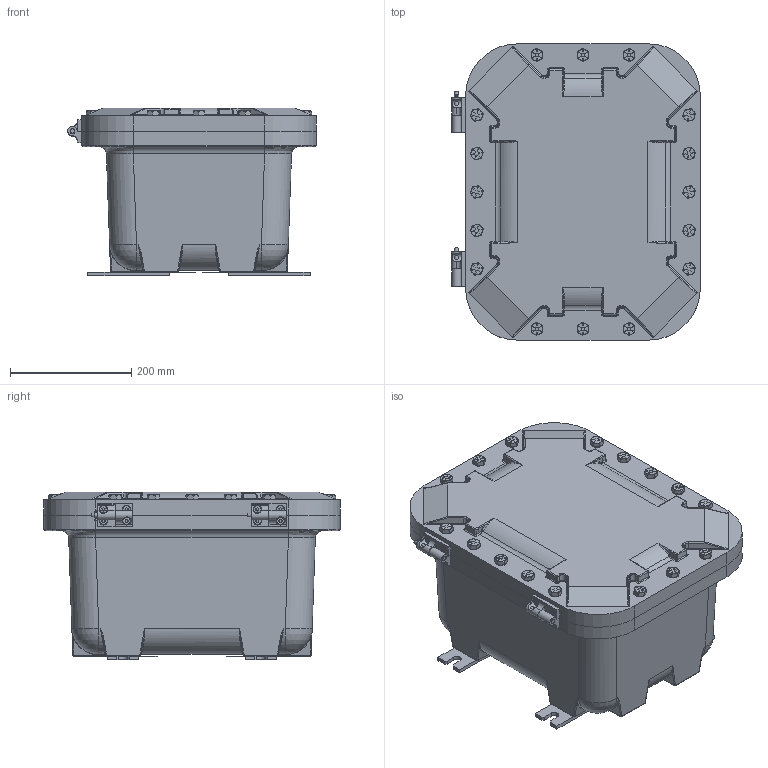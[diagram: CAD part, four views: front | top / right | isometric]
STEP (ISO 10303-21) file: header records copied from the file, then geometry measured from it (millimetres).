
FILE_DESCRIPTION(/* description */ (''),/* implementation_level */ '2;1');
FILE_NAME(/* name */ 'KIL_EXB-10148 N34.stp',/* time_stamp */ '2018-04-12T10:18:40+06:00',/* author */ ('ypadmaraja'),/* organization */ (''),/* preprocessor_version */ 'ST-DEVELOPER v16.13',/* originating_system */ 'Autodesk Inventor 2018',/* authorisation */ '');
FILE_SCHEMA (('AUTOMOTIVE_DESIGN { 1 0 10303 214 3 1 1 }'));
Products named in the file (14): EXB-10148 N34; 17590-2; 17589ABCM; 0106275B; Hinge 11B; 18094; Hinge 11T; 18095; 18093; 0610501B; 0720361B; GSKT-EXB-1014; 16972AAAB; 18147AABB
Assembly tree (46 placements, depth 3):
  EXB-10148 N34
    17590-2
    17589ABCM
    0106275B  x4
    Hinge 11B
      18094
      18093
    Hinge 11T
      18095
      18093
      0610501B
    0720361B  x16
    GSKT-EXB-1014
    16972AAAB  x8
    18147AABB  x8
Bounding box: 410.31 x 488.95 x 277.02 mm (x, y, z)
Volume: 15282326.4 mm3; surface area: 1582552.7 mm2
Topology: 46 solids, 47 shells, 3781 faces, 9753 edges, 6083 vertices
Faces by surface type: plane 2272, bspline 543, cylinder 489, cone 358, torus 80, sphere 39
Full cylindrical faces by diameter (mm): 2.779 x1, 3.962 x4, 4.978 x4, 5.613 x4, 6.198 x8, 6.35 x4, 6.746 x8, 7.798 x16, 8.075 x2, 8.077 x4, 9.286 x8, 10.312 x8, 10.592 x16, 12.418 x8, 12.423 x16, 13.487 x16, 13.494 x4, 19.05 x16, 101.6 x3
Entity records: 69342 total; most frequent: CARTESIAN_POINT 23934, ORIENTED_EDGE 9432, DIRECTION 7982, EDGE_CURVE 4716, VERTEX_POINT 3028, AXIS2_PLACEMENT_3D 2731, LINE 2520, VECTOR 2520
